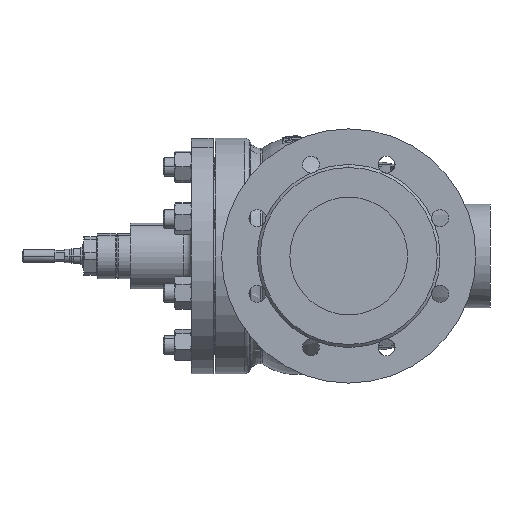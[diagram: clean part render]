
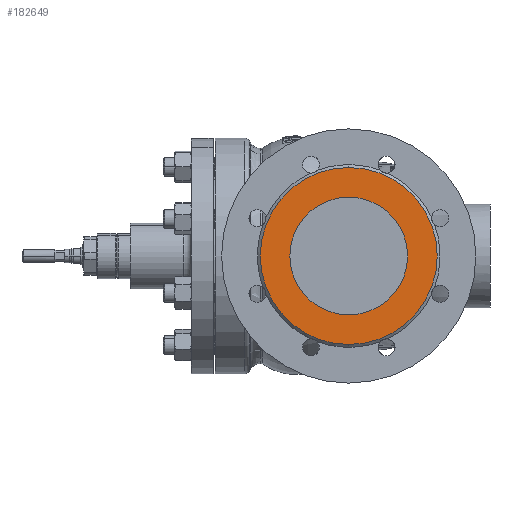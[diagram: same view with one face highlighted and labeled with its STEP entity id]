
A CAD part, left-side view. The second image highlights one B-rep face of the part: STEP entity #182649.
In plain terms, the highlighted planar face has unit normal (-1, 0, 0).
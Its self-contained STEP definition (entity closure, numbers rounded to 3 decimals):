
#10520 = EDGE_LOOP ( 'NONE', ( #35400, #104672 ) ) ;
#10539 = PLANE ( 'NONE',  #79865 ) ;
#11860 = DIRECTION ( 'NONE',  ( 0., 0., -1. ) ) ;
#16483 = VERTEX_POINT ( 'NONE', #44198 ) ;
#17064 = CIRCLE ( 'NONE', #134047, 62.5 ) ;
#17440 = EDGE_CURVE ( 'NONE', #16483, #118817, #61437, .T. ) ;
#19478 = DIRECTION ( 'NONE',  ( 1., 0., 0. ) ) ;
#30364 = CARTESIAN_POINT ( 'NONE',  ( -200., 0., -94. ) ) ;
#35400 = ORIENTED_EDGE ( 'NONE', *, *, #17440, .T. ) ;
#44198 = CARTESIAN_POINT ( 'NONE',  ( -200., 0., 62.5 ) ) ;
#54754 = AXIS2_PLACEMENT_3D ( 'NONE', #81098, #181292, #95531 ) ;
#61437 = CIRCLE ( 'NONE', #54754, 62.5 ) ;
#65504 = EDGE_CURVE ( 'NONE', #100991, #162559, #168244, .T. ) ;
#68737 = DIRECTION ( 'NONE',  ( -1., 0., 0. ) ) ;
#68739 = CARTESIAN_POINT ( 'NONE',  ( -200., 0., 0. ) ) ;
#73930 = AXIS2_PLACEMENT_3D ( 'NONE', #183434, #97665, #11860 ) ;
#79865 = AXIS2_PLACEMENT_3D ( 'NONE', #140152, #68737, #168934 ) ;
#81098 = CARTESIAN_POINT ( 'NONE',  ( -200., 0., 0. ) ) ;
#83141 = DIRECTION ( 'NONE',  ( 0., 0., -1. ) ) ;
#87473 = EDGE_CURVE ( 'NONE', #162559, #100991, #122651, .T. ) ;
#91295 = FACE_BOUND ( 'NONE', #10520, .T. ) ;
#91584 = EDGE_CURVE ( 'NONE', #118817, #16483, #17064, .T. ) ;
#95531 = DIRECTION ( 'NONE',  ( 0., 0., -1. ) ) ;
#97665 = DIRECTION ( 'NONE',  ( 1., 0., 0. ) ) ;
#100991 = VERTEX_POINT ( 'NONE', #146016 ) ;
#104672 = ORIENTED_EDGE ( 'NONE', *, *, #91584, .T. ) ;
#105305 = CARTESIAN_POINT ( 'NONE',  ( -200., 0., 0. ) ) ;
#106035 = EDGE_LOOP ( 'NONE', ( #111635, #123376 ) ) ;
#111635 = ORIENTED_EDGE ( 'NONE', *, *, #87473, .F. ) ;
#113200 = AXIS2_PLACEMENT_3D ( 'NONE', #68739, #168936, #83141 ) ;
#118817 = VERTEX_POINT ( 'NONE', #155761 ) ;
#119712 = DIRECTION ( 'NONE',  ( 0., 0., -1. ) ) ;
#122651 = CIRCLE ( 'NONE', #73930, 94. ) ;
#123376 = ORIENTED_EDGE ( 'NONE', *, *, #65504, .F. ) ;
#129358 = FACE_OUTER_BOUND ( 'NONE', #106035, .T. ) ;
#134047 = AXIS2_PLACEMENT_3D ( 'NONE', #105305, #19478, #119712 ) ;
#140152 = CARTESIAN_POINT ( 'NONE',  ( -200., 94., 0. ) ) ;
#146016 = CARTESIAN_POINT ( 'NONE',  ( -200., 0., 94. ) ) ;
#155761 = CARTESIAN_POINT ( 'NONE',  ( -200., 0., -62.5 ) ) ;
#162559 = VERTEX_POINT ( 'NONE', #30364 ) ;
#168244 = CIRCLE ( 'NONE', #113200, 94. ) ;
#168934 = DIRECTION ( 'NONE',  ( 0., 0., 1. ) ) ;
#168936 = DIRECTION ( 'NONE',  ( 1., 0., 0. ) ) ;
#181292 = DIRECTION ( 'NONE',  ( 1., 0., 0. ) ) ;
#182649 = ADVANCED_FACE ( 'NONE', ( #91295, #129358 ), #10539, .T. ) ;
#183434 = CARTESIAN_POINT ( 'NONE',  ( -200., 0., 0. ) ) ;
